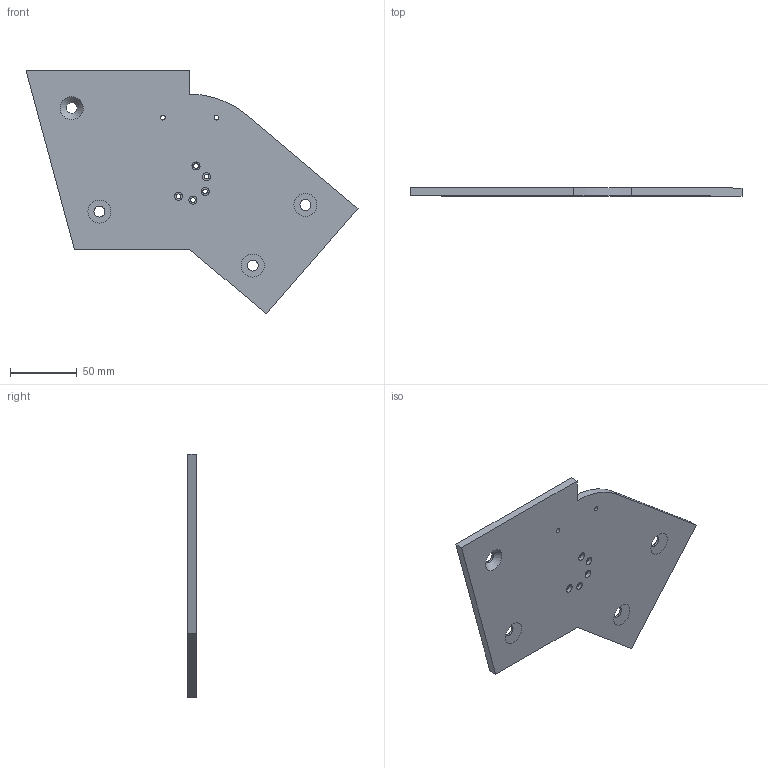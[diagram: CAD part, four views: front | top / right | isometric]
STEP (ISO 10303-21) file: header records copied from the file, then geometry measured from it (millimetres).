
FILE_DESCRIPTION(/* description */ (''),/* implementation_level */ '2;1');
FILE_NAME(/* name */ 'Holder back.step',/* time_stamp */ '2023-05-05T00:23:21+02:00',/* author */ (''),/* organization */ (''),/* preprocessor_version */ 'ST-DEVELOPER v19.2',/* originating_system */ 'Autodesk Translation Framework v12.4.0.73',/* authorisation */ '');
FILE_SCHEMA (('AUTOMOTIVE_DESIGN { 1 0 10303 214 3 1 1 }'));
Length unit declared in the file: millimetre
Products named in the file (1): Holder back
Bounding box: 248 x 6 x 182.21 mm (x, y, z)
Volume: 147027.3 mm3; surface area: 57839 mm2
Topology: 1 solids, 1 shells, 50 faces, 119 edges, 78 vertices
Faces by surface type: cylinder 25, plane 21, cone 4
Full cylindrical faces by diameter (mm): 3.5 x7, 6 x5, 8.2 x4, 15 x1
Entity records: 1549 total; most frequent: DIRECTION 275, CARTESIAN_POINT 248, ORIENTED_EDGE 238, EDGE_CURVE 119, AXIS2_PLACEMENT_3D 105, EDGE_LOOP 79, VERTEX_POINT 78, LINE 65
